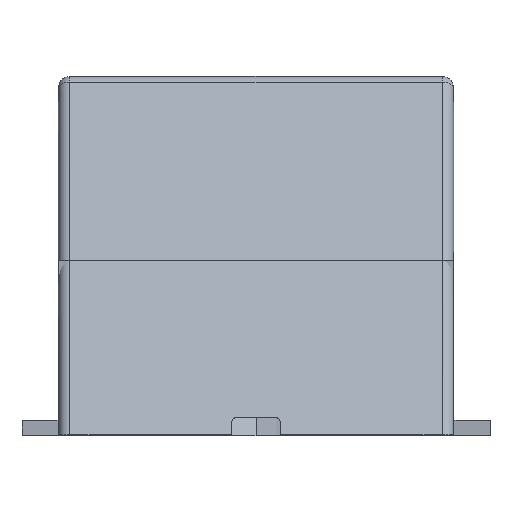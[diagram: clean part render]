
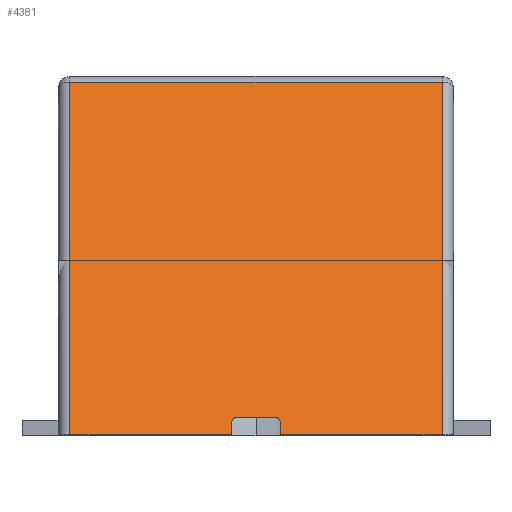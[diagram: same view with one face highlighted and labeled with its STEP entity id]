
A CAD part, top view. The second image highlights one B-rep face of the part: STEP entity #4381.
In plain terms, the highlighted planar face has unit normal (0, 0.507, 0.862).
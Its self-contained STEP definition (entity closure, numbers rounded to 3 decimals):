
#55 = ORIENTED_EDGE ( 'NONE', *, *, #3555, .T. ) ;
#105 = ORIENTED_EDGE ( 'NONE', *, *, #1849, .T. ) ;
#141 = VECTOR ( 'NONE', #3465, 1000. ) ;
#355 = ORIENTED_EDGE ( 'NONE', *, *, #2766, .F. ) ;
#396 = EDGE_CURVE ( 'NONE', #2475, #416, #4358, .T. ) ;
#404 = CARTESIAN_POINT ( 'NONE',  ( 68., 0., 85.342 ) ) ;
#416 = VERTEX_POINT ( 'NONE', #4042 ) ;
#423 = CARTESIAN_POINT ( 'NONE',  ( 8.5, 4., 82.986 ) ) ;
#430 = CARTESIAN_POINT ( 'NONE',  ( -7.672, 6., 81.808 ) ) ;
#493 = DIRECTION ( 'NONE',  ( 0., 0.862, -0.508 ) ) ;
#548 = CARTESIAN_POINT ( 'NONE',  ( -6.5, 6., 81.808 ) ) ;
#559 = LINE ( 'NONE', #4415, #3106 ) ;
#630 = EDGE_CURVE ( 'NONE', #2614, #3498, #4072, .T. ) ;
#752 = CARTESIAN_POINT ( 'NONE',  ( 6.5, 6., 81.808 ) ) ;
#849 = DIRECTION ( 'NONE',  ( 0., -0.862, 0.508 ) ) ;
#1018 =( BOUNDED_CURVE ( )  B_SPLINE_CURVE ( 3, ( #2827, #2129, #430, #3183 ),
 .UNSPECIFIED., .F., .F. ) 
 B_SPLINE_CURVE_WITH_KNOTS ( ( 4, 4 ),
 ( 1.571, 3.142 ),
 .UNSPECIFIED. ) 
 CURVE ( )  GEOMETRIC_REPRESENTATION_ITEM ( )  RATIONAL_B_SPLINE_CURVE ( ( 1., 0.805, 0.805, 1. ) ) 
 REPRESENTATION_ITEM ( '' )  );
#1040 = EDGE_CURVE ( 'NONE', #4089, #1444, #3331, .T. ) ;
#1065 = CARTESIAN_POINT ( 'NONE',  ( 8.5, 1.961, 84.187 ) ) ;
#1156 = CARTESIAN_POINT ( 'NONE',  ( -8.5, 0., 85.342 ) ) ;
#1296 = LINE ( 'NONE', #404, #1900 ) ;
#1331 = CARTESIAN_POINT ( 'NONE',  ( 68., 6., 81.808 ) ) ;
#1334 = EDGE_CURVE ( 'NONE', #2293, #1431, #4301, .T. ) ;
#1416 = ORIENTED_EDGE ( 'NONE', *, *, #3841, .T. ) ;
#1431 = VERTEX_POINT ( 'NONE', #2103 ) ;
#1444 = VERTEX_POINT ( 'NONE', #3798 ) ;
#1455 = VECTOR ( 'NONE', #3382, 1000. ) ;
#1517 = DIRECTION ( 'NONE',  ( 0., -0.862, 0.508 ) ) ;
#1532 = ORIENTED_EDGE ( 'NONE', *, *, #2875, .T. ) ;
#1718 = DIRECTION ( 'NONE',  ( -1., 0., 0. ) ) ;
#1803 = DIRECTION ( 'NONE',  ( 0., 0.508, 0.862 ) ) ;
#1849 = EDGE_CURVE ( 'NONE', #1431, #2066, #559, .T. ) ;
#1900 = VECTOR ( 'NONE', #2146, 1000. ) ;
#1903 = DIRECTION ( 'NONE',  ( -1., 0., 0. ) ) ;
#1992 = VECTOR ( 'NONE', #3375, 1000. ) ;
#2040 = CARTESIAN_POINT ( 'NONE',  ( -8.5, 1.961, 84.187 ) ) ;
#2066 = VERTEX_POINT ( 'NONE', #2277 ) ;
#2103 = CARTESIAN_POINT ( 'NONE',  ( 64., 121.5, 13.774 ) ) ;
#2129 = CARTESIAN_POINT ( 'NONE',  ( -8.5, 5.172, 82.296 ) ) ;
#2146 = DIRECTION ( 'NONE',  ( -1., 0., 0. ) ) ;
#2185 = CARTESIAN_POINT ( 'NONE',  ( 8.5, 5.172, 82.296 ) ) ;
#2277 = CARTESIAN_POINT ( 'NONE',  ( -64., 121.5, 13.774 ) ) ;
#2293 = VERTEX_POINT ( 'NONE', #2951 ) ;
#2475 = VERTEX_POINT ( 'NONE', #1156 ) ;
#2518 = PLANE ( 'NONE',  #3193 ) ;
#2525 = CARTESIAN_POINT ( 'NONE',  ( -64., 1.961, 84.187 ) ) ;
#2570 = CARTESIAN_POINT ( 'NONE',  ( 64., 1.961, 84.187 ) ) ;
#2596 = VECTOR ( 'NONE', #1903, 1000. ) ;
#2614 = VERTEX_POINT ( 'NONE', #3444 ) ;
#2685 = EDGE_CURVE ( 'NONE', #2475, #3854, #1296, .T. ) ;
#2699 =( BOUNDED_CURVE ( )  B_SPLINE_CURVE ( 3, ( #752, #3866, #2185, #423 ),
 .UNSPECIFIED., .F., .F. ) 
 B_SPLINE_CURVE_WITH_KNOTS ( ( 4, 4 ),
 ( 3.142, 4.712 ),
 .UNSPECIFIED. ) 
 CURVE ( )  GEOMETRIC_REPRESENTATION_ITEM ( )  RATIONAL_B_SPLINE_CURVE ( ( 1., 0.805, 0.805, 1. ) ) 
 REPRESENTATION_ITEM ( '' )  );
#2723 = ORIENTED_EDGE ( 'NONE', *, *, #396, .T. ) ;
#2766 = EDGE_CURVE ( 'NONE', #2293, #3498, #4312, .T. ) ;
#2767 = ORIENTED_EDGE ( 'NONE', *, *, #630, .T. ) ;
#2809 = CARTESIAN_POINT ( 'NONE',  ( -64., 0., 85.342 ) ) ;
#2827 = CARTESIAN_POINT ( 'NONE',  ( -8.5, 4., 82.986 ) ) ;
#2842 = FACE_OUTER_BOUND ( 'NONE', #3458, .T. ) ;
#2845 = VECTOR ( 'NONE', #493, 1000. ) ;
#2849 = ORIENTED_EDGE ( 'NONE', *, *, #1334, .T. ) ;
#2875 = EDGE_CURVE ( 'NONE', #2066, #3854, #4361, .T. ) ;
#2951 = CARTESIAN_POINT ( 'NONE',  ( 64., 0., 85.342 ) ) ;
#3106 = VECTOR ( 'NONE', #1718, 1000. ) ;
#3183 = CARTESIAN_POINT ( 'NONE',  ( -6.5, 6., 81.808 ) ) ;
#3193 = AXIS2_PLACEMENT_3D ( 'NONE', #3880, #1803, #1517 ) ;
#3331 = LINE ( 'NONE', #1331, #1992 ) ;
#3368 = CARTESIAN_POINT ( 'NONE',  ( 8.5, 0., 85.342 ) ) ;
#3375 = DIRECTION ( 'NONE',  ( 1., 0., 0. ) ) ;
#3382 = DIRECTION ( 'NONE',  ( 0., 0.862, -0.508 ) ) ;
#3433 = VECTOR ( 'NONE', #849, 1000. ) ;
#3444 = CARTESIAN_POINT ( 'NONE',  ( 8.5, 4., 82.986 ) ) ;
#3458 = EDGE_LOOP ( 'NONE', ( #355, #2849, #105, #1532, #3993, #2723, #1416, #4389, #55, #2767 ) ) ;
#3465 = DIRECTION ( 'NONE',  ( 0., -0.862, 0.508 ) ) ;
#3498 = VERTEX_POINT ( 'NONE', #3368 ) ;
#3555 = EDGE_CURVE ( 'NONE', #1444, #2614, #2699, .T. ) ;
#3798 = CARTESIAN_POINT ( 'NONE',  ( 6.5, 6., 81.808 ) ) ;
#3841 = EDGE_CURVE ( 'NONE', #416, #4089, #1018, .T. ) ;
#3854 = VERTEX_POINT ( 'NONE', #2809 ) ;
#3866 = CARTESIAN_POINT ( 'NONE',  ( 7.672, 6., 81.808 ) ) ;
#3880 = CARTESIAN_POINT ( 'NONE',  ( 68., 1.961, 84.187 ) ) ;
#3993 = ORIENTED_EDGE ( 'NONE', *, *, #2685, .F. ) ;
#4042 = CARTESIAN_POINT ( 'NONE',  ( -8.5, 4., 82.986 ) ) ;
#4072 = LINE ( 'NONE', #1065, #141 ) ;
#4089 = VERTEX_POINT ( 'NONE', #548 ) ;
#4234 = CARTESIAN_POINT ( 'NONE',  ( 68., 0., 85.342 ) ) ;
#4301 = LINE ( 'NONE', #2570, #2845 ) ;
#4312 = LINE ( 'NONE', #4234, #2596 ) ;
#4358 = LINE ( 'NONE', #2040, #1455 ) ;
#4361 = LINE ( 'NONE', #2525, #3433 ) ;
#4381 = ADVANCED_FACE ( 'NONE', ( #2842 ), #2518, .T. ) ;
#4389 = ORIENTED_EDGE ( 'NONE', *, *, #1040, .T. ) ;
#4415 = CARTESIAN_POINT ( 'NONE',  ( 68., 121.5, 13.774 ) ) ;
